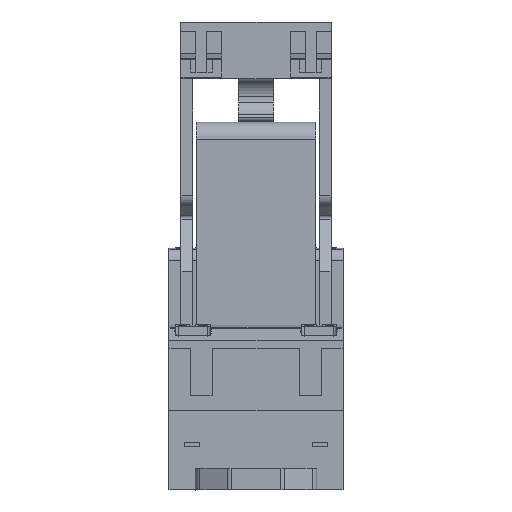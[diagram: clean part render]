
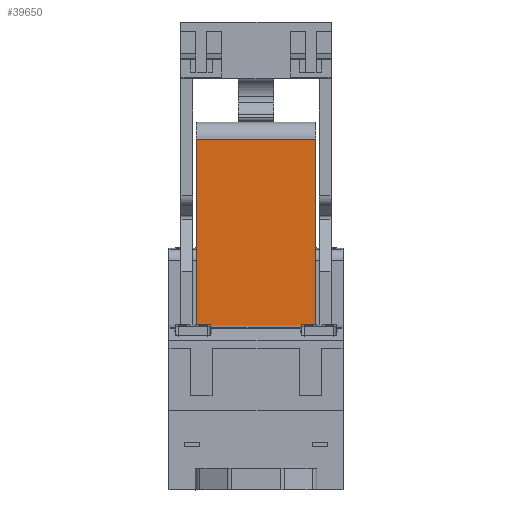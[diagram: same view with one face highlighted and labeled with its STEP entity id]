
A CAD part, front view. The second image highlights one B-rep face of the part: STEP entity #39650.
In plain terms, the highlighted planar face has unit normal (0, -1, 0).
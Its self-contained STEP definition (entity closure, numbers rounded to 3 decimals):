
#39614=AXIS2_PLACEMENT_3D('Plane Axis2P3D',#39611,#39612,#39613) ;
#39611=CARTESIAN_POINT('Axis2P3D Location',(25.805,31.495,29.6)) ;
#39616=CARTESIAN_POINT('Line Origine',(25.805,31.495,45.357)) ;
#39620=CARTESIAN_POINT('Vertex',(25.805,31.495,61.713)) ;
#39622=CARTESIAN_POINT('Vertex',(25.805,31.495,29.)) ;
#39625=CARTESIAN_POINT('Line Origine',(15.3,31.495,61.713)) ;
#39629=CARTESIAN_POINT('Vertex',(4.795,31.495,61.713)) ;
#39632=CARTESIAN_POINT('Line Origine',(4.795,31.495,45.357)) ;
#39636=CARTESIAN_POINT('Vertex',(4.795,31.495,29.)) ;
#39639=CARTESIAN_POINT('Line Origine',(15.3,31.495,29.)) ;
#39612=DIRECTION('Axis2P3D Direction',(0.,1.,0.)) ;
#39613=DIRECTION('Axis2P3D XDirection',(-1.,0.,0.)) ;
#39617=DIRECTION('Vector Direction',(0.,0.,-1.)) ;
#39626=DIRECTION('Vector Direction',(-1.,0.,0.)) ;
#39633=DIRECTION('Vector Direction',(0.,0.,-1.)) ;
#39640=DIRECTION('Vector Direction',(-1.,0.,0.)) ;
#39618=VECTOR('Line Direction',#39617,1.) ;
#39627=VECTOR('Line Direction',#39626,1.) ;
#39634=VECTOR('Line Direction',#39633,1.) ;
#39641=VECTOR('Line Direction',#39640,1.) ;
#39645=ORIENTED_EDGE('',*,*,#39624,.F.) ;
#39646=ORIENTED_EDGE('',*,*,#39631,.T.) ;
#39647=ORIENTED_EDGE('',*,*,#39638,.T.) ;
#39648=ORIENTED_EDGE('',*,*,#39643,.F.) ;
#39650=ADVANCED_FACE('RELAIS',(#39649),#39615,.F.) ;
#39624=EDGE_CURVE('',#39621,#39623,#39619,.T.) ;
#39631=EDGE_CURVE('',#39621,#39630,#39628,.T.) ;
#39638=EDGE_CURVE('',#39630,#39637,#39635,.T.) ;
#39643=EDGE_CURVE('',#39623,#39637,#39642,.T.) ;
#39644=EDGE_LOOP('',(#39645,#39646,#39647,#39648)) ;
#39649=FACE_OUTER_BOUND('',#39644,.T.) ;
#39619=LINE('Line',#39616,#39618) ;
#39628=LINE('Line',#39625,#39627) ;
#39635=LINE('Line',#39632,#39634) ;
#39642=LINE('Line',#39639,#39641) ;
#39615=PLANE('',#39614) ;
#39621=VERTEX_POINT('',#39620) ;
#39623=VERTEX_POINT('',#39622) ;
#39630=VERTEX_POINT('',#39629) ;
#39637=VERTEX_POINT('',#39636) ;
